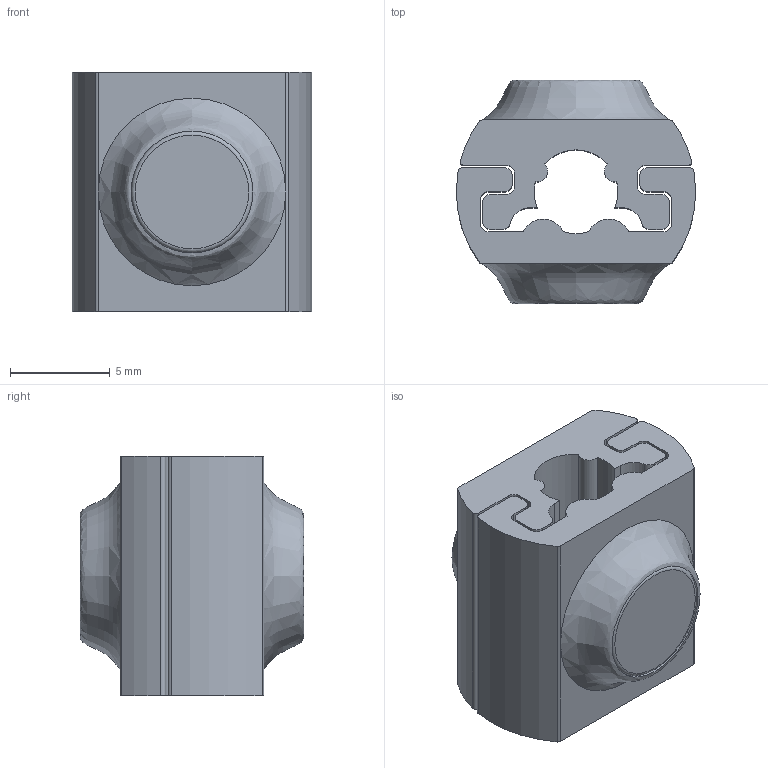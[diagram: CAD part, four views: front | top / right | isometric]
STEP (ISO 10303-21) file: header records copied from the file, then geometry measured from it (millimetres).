
FILE_DESCRIPTION(/* description */ (''),/* implementation_level */ '2;1');
FILE_NAME(/* name */ 'cableMag v10.step',/* time_stamp */ '2024-07-25T16:52:45-04:00',/* author */ (''),/* organization */ (''),/* preprocessor_version */ 'ST-DEVELOPER v20',/* originating_system */ 'Autodesk Translation Framework v13.14.0.145',/* authorisation */ '');
FILE_SCHEMA (('AUTOMOTIVE_DESIGN { 1 0 10303 214 3 1 1 }'));
Length unit declared in the file: millimetre
Products named in the file (4): cableMag; bottom; top; magnet
Assembly tree (3 placements, depth 2):
  cableMag
    bottom
    top
    magnet
Bounding box: 12 x 11.2 x 12 mm (x, y, z)
Volume: 944.9 mm3; surface area: 1486.4 mm2
Topology: 4 solids, 4 shells, 86 faces, 228 edges, 150 vertices
Faces by surface type: cylinder 44, plane 36, torus 4, bspline 2
Full cylindrical faces by diameter (mm): 6.1 x4
Entity records: 3227 total; most frequent: CARTESIAN_POINT 867, DIRECTION 514, ORIENTED_EDGE 456, EDGE_CURVE 228, AXIS2_PLACEMENT_3D 197, VERTEX_POINT 150, LINE 120, VECTOR 120
